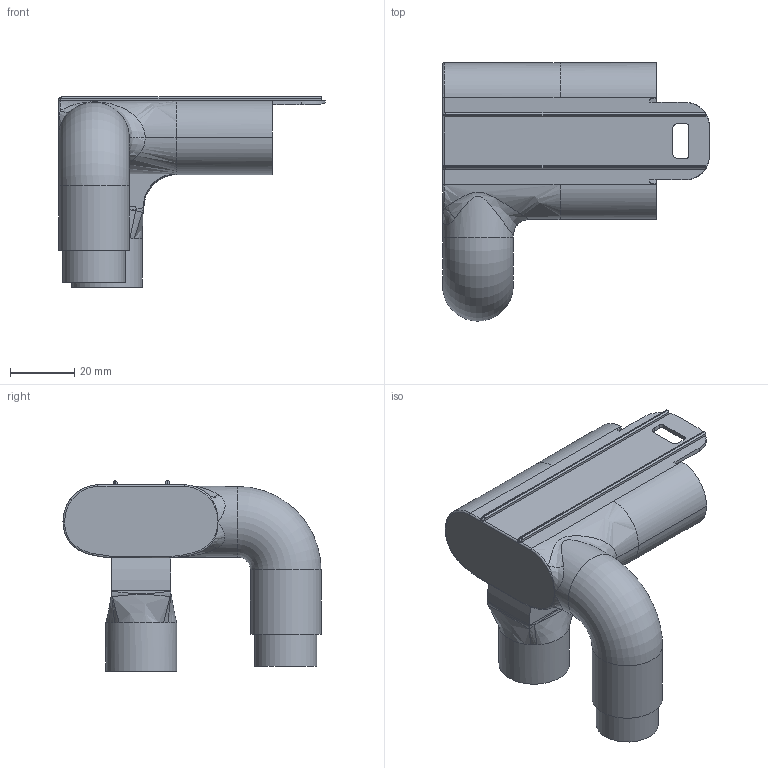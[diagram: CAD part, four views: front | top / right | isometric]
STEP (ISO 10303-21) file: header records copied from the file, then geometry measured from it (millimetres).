
FILE_DESCRIPTION(/* description */ (''),/* implementation_level */ '2;1');
FILE_NAME(/* name */ 'Charlotte Valve 1.stp',/* time_stamp */ '2020-03-22T14:09:43+01:00',/* author */ ('ISINNOVA-01'),/* organization */ (''),/* preprocessor_version */ 'ST-DEVELOPER v16.13',/* originating_system */ 'Autodesk Inventor 2018',/* authorisation */ '');
FILE_SCHEMA (('AUTOMOTIVE_DESIGN { 1 0 10303 214 3 1 1 }'));
Length unit declared in the file: millimetre
Products named in the file (2): Charlotte Valve 1; 1602-25 -- UPC_190-Tube modificato
Assembly tree (1 placements, depth 2):
  Charlotte Valve 1
    1602-25 -- UPC_190-Tube modificato
Bounding box: 83.14 x 80.4 x 59.2 mm (x, y, z)
Volume: 25992.6 mm3; surface area: 33630.7 mm2
Topology: 1 solids, 1 shells, 235 faces, 634 edges, 388 vertices
Faces by surface type: bspline 110, plane 75, cylinder 46, torus 4
Full cylindrical faces by diameter (mm): 17.4 x1, 19.4 x3, 22 x3
Entity records: 11453 total; most frequent: CARTESIAN_POINT 6194, ORIENTED_EDGE 1216, DIRECTION 863, EDGE_CURVE 608, VERTEX_POINT 384, AXIS2_PLACEMENT_3D 310, EDGE_LOOP 252, LINE 243
